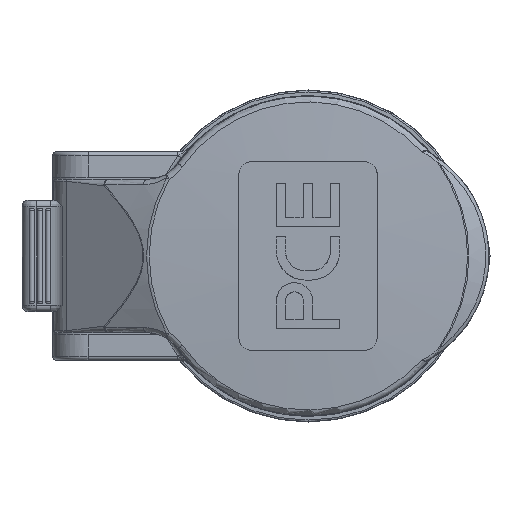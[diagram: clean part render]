
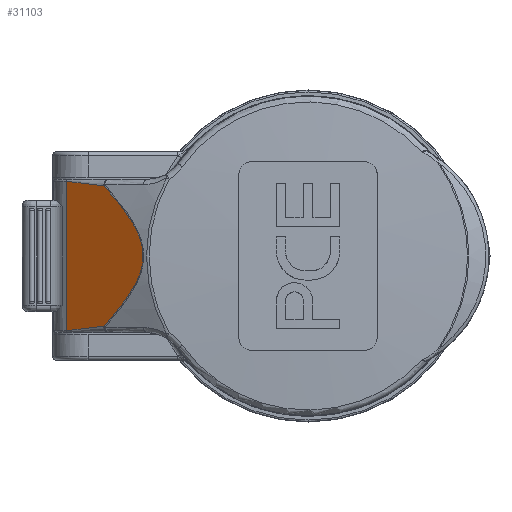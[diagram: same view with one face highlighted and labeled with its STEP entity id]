
A CAD part, left-side view. The second image highlights one B-rep face of the part: STEP entity #31103.
In plain terms, the highlighted planar face has unit normal (-0.799, 0.602, 0).
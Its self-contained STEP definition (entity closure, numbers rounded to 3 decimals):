
#1917 = AXIS2_PLACEMENT_3D ( 'NONE', #28242, #31539, #12051 ) ;
#1933 = VECTOR ( 'NONE', #12698, 1000. ) ;
#2502 = CARTESIAN_POINT ( 'NONE',  ( -5.765, 27.496, -5.253 ) ) ;
#2628 = CARTESIAN_POINT ( 'NONE',  ( -6.95, 25.923, 1.159 ) ) ;
#2782 = CARTESIAN_POINT ( 'NONE',  ( -2.909, 31.286, 10.245 ) ) ;
#4767 = CARTESIAN_POINT ( 'NONE',  ( -2.388, 31.977, 11. ) ) ;
#5522 = PLANE ( 'NONE',  #1917 ) ;
#5596 = CARTESIAN_POINT ( 'NONE',  ( -2.388, 31.977, -11. ) ) ;
#5734 = ORIENTED_EDGE ( 'NONE', *, *, #39215, .T. ) ;
#5745 = CARTESIAN_POINT ( 'NONE',  ( -6.152, 26.981, -4.304 ) ) ;
#5886 = CARTESIAN_POINT ( 'NONE',  ( -6.823, 26.092, 1.994 ) ) ;
#6171 = B_SPLINE_CURVE_WITH_KNOTS ( 'NONE', 3,
 ( #7208, #26674, #39735, #20285 ),
 .UNSPECIFIED., .F., .F.,
 ( 4, 4 ),
 ( 0., 1. ),
 .UNSPECIFIED. ) ;
#7208 = CARTESIAN_POINT ( 'NONE',  ( 2.007, 37.809, -11.7 ) ) ;
#9005 = CARTESIAN_POINT ( 'NONE',  ( -6.416, 26.631, -3.559 ) ) ;
#9141 = CARTESIAN_POINT ( 'NONE',  ( -6.639, 26.336, 2.803 ) ) ;
#10388 = CARTESIAN_POINT ( 'NONE',  ( 2.007, 37.809, -11.7 ) ) ;
#12051 = DIRECTION ( 'NONE',  ( 0.602, 0.799, 0. ) ) ;
#12255 = CARTESIAN_POINT ( 'NONE',  ( -6.781, 26.147, -2.253 ) ) ;
#12405 = CARTESIAN_POINT ( 'NONE',  ( -6.331, 26.744, 3.836 ) ) ;
#12630 = B_SPLINE_CURVE_WITH_KNOTS ( 'NONE', 3,
 ( #4767, #30902, #34172, #14691 ),
 .UNSPECIFIED., .F., .F.,
 ( 4, 4 ),
 ( 0., 1. ),
 .UNSPECIFIED. ) ;
#12698 = DIRECTION ( 'NONE',  ( 0., 0., -1. ) ) ;
#13762 = B_SPLINE_CURVE_WITH_KNOTS ( 'NONE', 3,
 ( #5596, #18515, #34892, #15376, #38106, #18658, #41327, #21921, #2502, #25190, #5745, #28446, #9005, #31761, #12255, #35022, #15521, #38245, #18783, #41466, #22071, #2628, #25317, #5886, #28589, #9141, #31900, #12405, #35149, #15652, #38395, #18923, #41592, #22209, #2782, #25445 ),
 .UNSPECIFIED., .F., .F.,
 ( 4, 2, 2, 2, 2, 2, 2, 2, 2, 2, 2, 2, 2, 2, 2, 2, 2, 4 ),
 ( 0.001, 0.004, 0.006, 0.007, 0.009, 0.01, 0.011, 0.013, 0.014, 0.014, 0.015, 0.016, 0.017, 0.018, 0.02, 0.021, 0.025, 0.028 ),
 .UNSPECIFIED. ) ;
#14572 = EDGE_CURVE ( 'NONE', #15962, #26920, #20184, .T. ) ;
#14691 = CARTESIAN_POINT ( 'NONE',  ( 2.007, 37.809, 11.7 ) ) ;
#15376 = CARTESIAN_POINT ( 'NONE',  ( -4.164, 29.62, -8.267 ) ) ;
#15521 = CARTESIAN_POINT ( 'NONE',  ( -6.953, 25.919, -1.132 ) ) ;
#15652 = CARTESIAN_POINT ( 'NONE',  ( -5.76, 27.503, 5.264 ) ) ;
#15957 = CARTESIAN_POINT ( 'NONE',  ( 2.007, 37.809, 12. ) ) ;
#15962 = VERTEX_POINT ( 'NONE', #26749 ) ;
#17120 = FACE_OUTER_BOUND ( 'NONE', #36137, .T. ) ;
#18515 = CARTESIAN_POINT ( 'NONE',  ( -2.91, 31.284, -10.244 ) ) ;
#18658 = CARTESIAN_POINT ( 'NONE',  ( -4.881, 28.668, -7.02 ) ) ;
#18783 = CARTESIAN_POINT ( 'NONE',  ( -7.012, 25.841, -0.277 ) ) ;
#18923 = CARTESIAN_POINT ( 'NONE',  ( -4.884, 28.664, 7.046 ) ) ;
#20184 = LINE ( 'NONE', #15957, #1933 ) ;
#20285 = CARTESIAN_POINT ( 'NONE',  ( -2.388, 31.977, -11. ) ) ;
#21921 = CARTESIAN_POINT ( 'NONE',  ( -5.554, 27.776, -5.707 ) ) ;
#22071 = CARTESIAN_POINT ( 'NONE',  ( -6.999, 25.858, 0.585 ) ) ;
#22209 = CARTESIAN_POINT ( 'NONE',  ( -3.419, 30.608, 9.474 ) ) ;
#23008 = VERTEX_POINT ( 'NONE', #32495 ) ;
#23528 = ORIENTED_EDGE ( 'NONE', *, *, #37402, .T. ) ;
#24478 = VERTEX_POINT ( 'NONE', #28183 ) ;
#25190 = CARTESIAN_POINT ( 'NONE',  ( -6.058, 27.106, -4.545 ) ) ;
#25317 = CARTESIAN_POINT ( 'NONE',  ( -6.914, 25.97, 1.44 ) ) ;
#25445 = CARTESIAN_POINT ( 'NONE',  ( -2.388, 31.977, 11. ) ) ;
#26674 = CARTESIAN_POINT ( 'NONE',  ( 0.542, 35.865, -11.7 ) ) ;
#26749 = CARTESIAN_POINT ( 'NONE',  ( 2.007, 37.809, 11.7 ) ) ;
#26920 = VERTEX_POINT ( 'NONE', #10388 ) ;
#27705 = ORIENTED_EDGE ( 'NONE', *, *, #14572, .T. ) ;
#28183 = CARTESIAN_POINT ( 'NONE',  ( -2.388, 31.977, -11. ) ) ;
#28242 = CARTESIAN_POINT ( 'NONE',  ( 2.007, 37.809, 12. ) ) ;
#28446 = CARTESIAN_POINT ( 'NONE',  ( -6.331, 26.744, -3.812 ) ) ;
#28589 = CARTESIAN_POINT ( 'NONE',  ( -6.767, 26.166, 2.266 ) ) ;
#29473 = ORIENTED_EDGE ( 'NONE', *, *, #36594, .T. ) ;
#30902 = CARTESIAN_POINT ( 'NONE',  ( -0.923, 33.921, 11. ) ) ;
#31103 = ADVANCED_FACE ( 'NONE', ( #17120 ), #5522, .F. ) ;
#31539 = DIRECTION ( 'NONE',  ( 0.799, -0.602, 0. ) ) ;
#31761 = CARTESIAN_POINT ( 'NONE',  ( -6.651, 26.319, -2.786 ) ) ;
#31900 = CARTESIAN_POINT ( 'NONE',  ( -6.566, 26.432, 3.067 ) ) ;
#32495 = CARTESIAN_POINT ( 'NONE',  ( -2.388, 31.977, 11. ) ) ;
#34172 = CARTESIAN_POINT ( 'NONE',  ( 0.542, 35.865, 11.7 ) ) ;
#34892 = CARTESIAN_POINT ( 'NONE',  ( -3.422, 30.605, -9.471 ) ) ;
#35022 = CARTESIAN_POINT ( 'NONE',  ( -6.918, 25.966, -1.417 ) ) ;
#35149 = CARTESIAN_POINT ( 'NONE',  ( -6.151, 26.983, 4.323 ) ) ;
#36137 = EDGE_LOOP ( 'NONE', ( #27705, #29473, #23528, #5734 ) ) ;
#36594 = EDGE_CURVE ( 'NONE', #26920, #24478, #6171, .T. ) ;
#37402 = EDGE_CURVE ( 'NONE', #24478, #23008, #13762, .T. ) ;
#38106 = CARTESIAN_POINT ( 'NONE',  ( -4.407, 29.297, -7.858 ) ) ;
#38245 = CARTESIAN_POINT ( 'NONE',  ( -7., 25.857, -0.563 ) ) ;
#38395 = CARTESIAN_POINT ( 'NONE',  ( -5.549, 27.783, 5.718 ) ) ;
#39215 = EDGE_CURVE ( 'NONE', #23008, #15962, #12630, .T. ) ;
#39735 = CARTESIAN_POINT ( 'NONE',  ( -0.923, 33.921, -11. ) ) ;
#41327 = CARTESIAN_POINT ( 'NONE',  ( -5.113, 28.361, -6.59 ) ) ;
#41466 = CARTESIAN_POINT ( 'NONE',  ( -7.011, 25.842, 0.296 ) ) ;
#41592 = CARTESIAN_POINT ( 'NONE',  ( -4.407, 29.298, 7.874 ) ) ;
